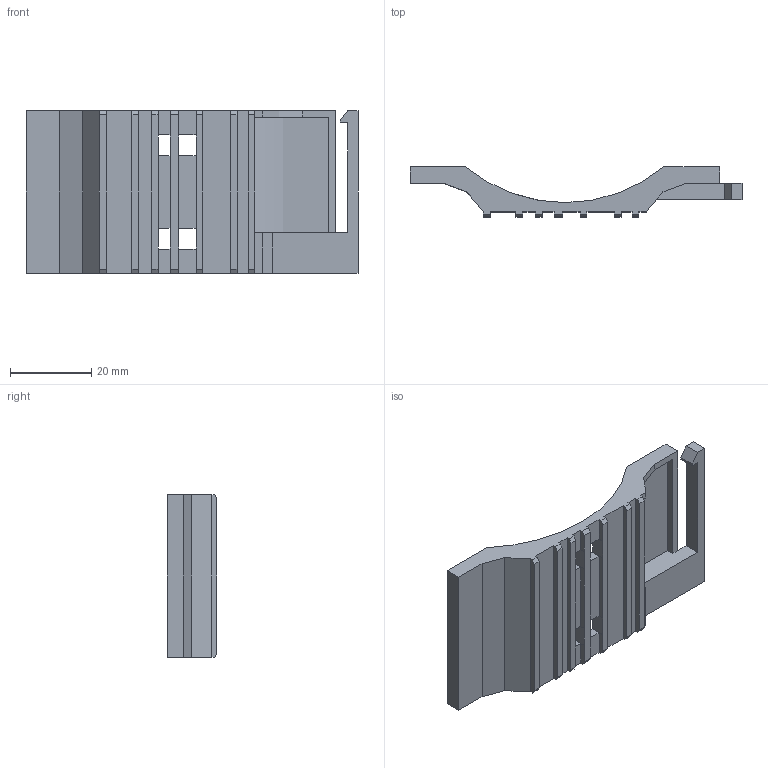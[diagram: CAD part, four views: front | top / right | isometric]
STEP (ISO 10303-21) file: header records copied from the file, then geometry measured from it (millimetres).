
FILE_DESCRIPTION (( 'STEP AP214' ), '1' );
FILE_NAME ('1198076.stp', '2019-02-11T14:53:55', ( '' ), ( '' ), 'SwSTEP 2.0', 'SolidWorks 2018', '' );
FILE_SCHEMA (( 'AUTOMOTIVE_DESIGN' ));
Length unit declared in the file: millimetre
Products named in the file (1): 1198076
Bounding box: 81.5 x 12.25 x 40 mm (x, y, z)
Volume: 13674.9 mm3; surface area: 9119.5 mm2
Topology: 1 solids, 1 shells, 98 faces, 284 edges, 184 vertices
Faces by surface type: plane 96, cylinder 2
Entity records: 3194 total; most frequent: CARTESIAN_POINT 591, ORIENTED_EDGE 568, DIRECTION 478, EDGE_CURVE 284, VECTOR 272, LINE 272, VERTEX_POINT 184, AXIS2_PLACEMENT_3D 103
